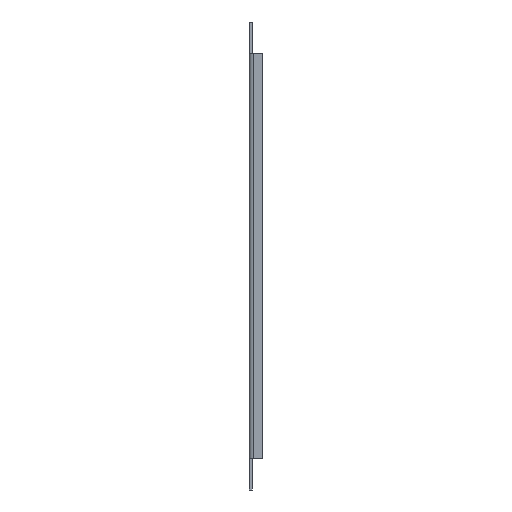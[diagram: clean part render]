
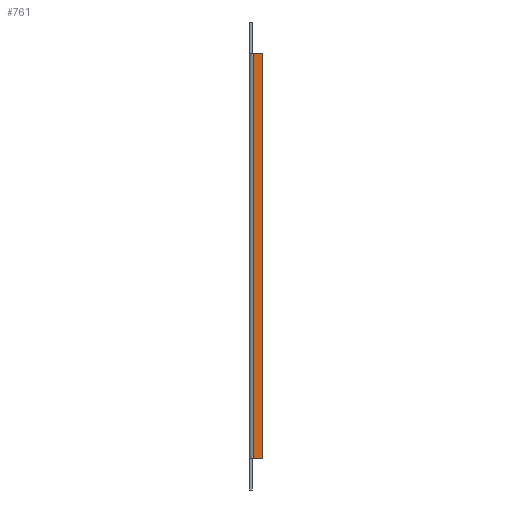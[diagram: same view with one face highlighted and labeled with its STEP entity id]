
A CAD part, left-side view. The second image highlights one B-rep face of the part: STEP entity #761.
In plain terms, the highlighted planar face has unit normal (-1, 0, 0).
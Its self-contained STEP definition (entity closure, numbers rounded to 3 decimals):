
#84 = FACE_OUTER_BOUND ( 'NONE', #536, .T. ) ;
#95 = ORIENTED_EDGE ( 'NONE', *, *, #259, .F. ) ;
#136 = CARTESIAN_POINT ( 'NONE',  ( 0., 0., 30. ) ) ;
#155 = EDGE_CURVE ( 'NONE', #748, #1144, #1014, .T. ) ;
#163 = LINE ( 'NONE', #564, #643 ) ;
#166 = VECTOR ( 'NONE', #689, 1000. ) ;
#259 = EDGE_CURVE ( 'NONE', #1144, #1024, #316, .T. ) ;
#316 = LINE ( 'NONE', #903, #166 ) ;
#318 = ORIENTED_EDGE ( 'NONE', *, *, #1031, .T. ) ;
#365 = DIRECTION ( 'NONE',  ( 1., 0., 0. ) ) ;
#434 = CARTESIAN_POINT ( 'NONE',  ( 0., 9., 449. ) ) ;
#446 = VECTOR ( 'NONE', #1027, 1000. ) ;
#496 = DIRECTION ( 'NONE',  ( 0., -1., 0. ) ) ;
#508 = EDGE_CURVE ( 'NONE', #1024, #700, #163, .T. ) ;
#536 = EDGE_LOOP ( 'NONE', ( #547, #318, #596, #95 ) ) ;
#547 = ORIENTED_EDGE ( 'NONE', *, *, #155, .F. ) ;
#564 = CARTESIAN_POINT ( 'NONE',  ( 0., -17., 30. ) ) ;
#588 = CARTESIAN_POINT ( 'NONE',  ( 0., 0., 419. ) ) ;
#596 = ORIENTED_EDGE ( 'NONE', *, *, #508, .F. ) ;
#629 = LINE ( 'NONE', #434, #446 ) ;
#643 = VECTOR ( 'NONE', #964, 1000. ) ;
#663 = DIRECTION ( 'NONE',  ( 0., 0., -1. ) ) ;
#670 = CARTESIAN_POINT ( 'NONE',  ( 0., 9., 30. ) ) ;
#689 = DIRECTION ( 'NONE',  ( 0., 0., -1. ) ) ;
#700 = VERTEX_POINT ( 'NONE', #670 ) ;
#748 = VERTEX_POINT ( 'NONE', #958 ) ;
#761 = ADVANCED_FACE ( 'NONE', ( #84 ), #882, .F. ) ;
#882 = PLANE ( 'NONE',  #1197 ) ;
#903 = CARTESIAN_POINT ( 'NONE',  ( 0., 0., 449. ) ) ;
#958 = CARTESIAN_POINT ( 'NONE',  ( 0., 9., 419. ) ) ;
#963 = CARTESIAN_POINT ( 'NONE',  ( 0., 0., 449. ) ) ;
#964 = DIRECTION ( 'NONE',  ( 0., 1., 0. ) ) ;
#1014 = LINE ( 'NONE', #1211, #1172 ) ;
#1024 = VERTEX_POINT ( 'NONE', #136 ) ;
#1027 = DIRECTION ( 'NONE',  ( 0., 0., -1. ) ) ;
#1031 = EDGE_CURVE ( 'NONE', #748, #700, #629, .T. ) ;
#1144 = VERTEX_POINT ( 'NONE', #588 ) ;
#1172 = VECTOR ( 'NONE', #496, 1000. ) ;
#1197 = AXIS2_PLACEMENT_3D ( 'NONE', #963, #365, #663 ) ;
#1211 = CARTESIAN_POINT ( 'NONE',  ( 0., 0., 419. ) ) ;
